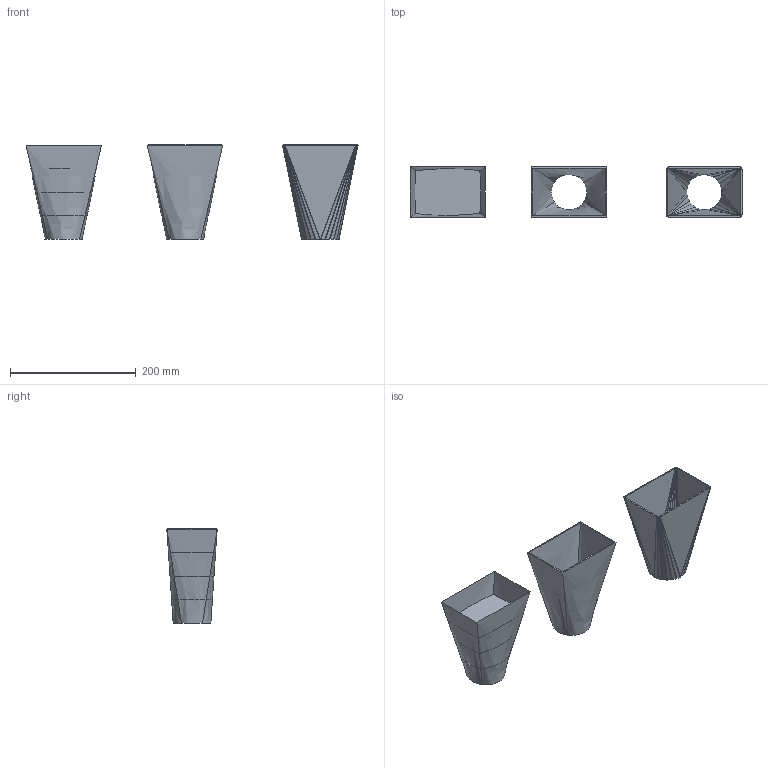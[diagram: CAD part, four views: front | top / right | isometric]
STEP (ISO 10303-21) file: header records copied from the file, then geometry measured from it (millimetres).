
FILE_DESCRIPTION(/* description */ (''),/* implementation_level */ '2;1');
FILE_NAME(/* name */ 'TC-Uebergang.stp',/* time_stamp */ '2014-04-10T22:03:12+02:00',/* author */ ('Admin'),/* organization */ (''),/* preprocessor_version */ 'ST-DEVELOPER v15.2',/* originating_system */ 'Autodesk Inventor 2014',/* authorisation */ '');
FILE_SCHEMA (('AUTOMOTIVE_DESIGN { 1 0 10303 214 3 1 1 }'));
Length unit declared in the file: millimetre
Products named in the file (4): TC_Uebergang-Flaeche; TC_Uebergang-Guss; TC_Uebergang-Blech; TC-Uebergang
Bounding box: 528.3 x 80 x 150.52 mm (x, y, z)
Volume: 172302.5 mm3; surface area: 236062.4 mm2
Topology: 2 solids, 6 shells, 223 faces, 436 edges, 216 vertices
Faces by surface type: plane 91, bspline 76, cylinder 56
Entity records: 6784 total; most frequent: CARTESIAN_POINT 2460, ORIENTED_EDGE 852, DIRECTION 832, EDGE_CURVE 436, LINE 284, VECTOR 284, AXIS2_PLACEMENT_3D 274, FACE_OUTER_BOUND 223
